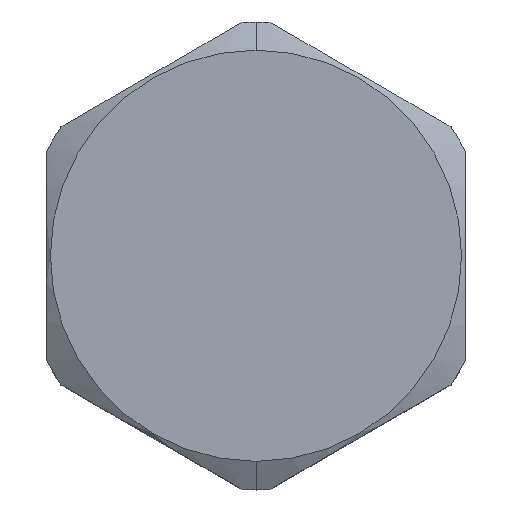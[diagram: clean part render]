
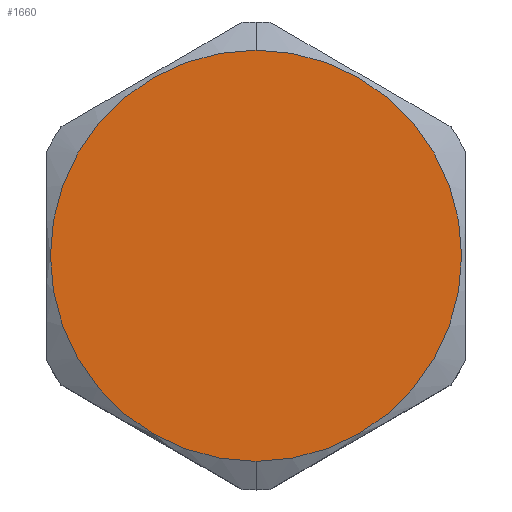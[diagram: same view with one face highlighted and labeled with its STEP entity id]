
A CAD part, top view. The second image highlights one B-rep face of the part: STEP entity #1660.
In plain terms, the highlighted planar face has unit normal (0, 0, 1).
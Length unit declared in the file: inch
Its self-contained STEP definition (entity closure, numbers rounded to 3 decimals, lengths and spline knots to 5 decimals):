
#371=CARTESIAN_POINT('',(0.,0.,2.121));
#372=DIRECTION('',(0.,0.,1.));
#373=DIRECTION('',(0.,-1.,0.));
#374=AXIS2_PLACEMENT_3D('',#371,#372,#373);
#376=CARTESIAN_POINT('',(0.,0.,2.121));
#377=DIRECTION('',(0.,0.,1.));
#378=DIRECTION('',(0.,1.,0.));
#379=AXIS2_PLACEMENT_3D('',#376,#377,#378);
#1063=CARTESIAN_POINT('',(0.,-0.43,2.121));
#1064=CARTESIAN_POINT('',(0.,0.43,2.121));
#1065=VERTEX_POINT('',#1063);
#1066=VERTEX_POINT('',#1064);
#1651=CARTESIAN_POINT('',(0.,0.,2.121));
#1652=DIRECTION('',(0.,0.,1.));
#1653=DIRECTION('',(0.,1.,0.));
#1654=AXIS2_PLACEMENT_3D('',#1651,#1652,#1653);
#1655=PLANE('',#1654);
#1656=ORIENTED_EDGE('',*,*,#1614,.F.);
#1657=ORIENTED_EDGE('',*,*,#1640,.F.);
#1658=EDGE_LOOP('',(#1656,#1657));
#1659=FACE_OUTER_BOUND('',#1658,.F.);
#1660=ADVANCED_FACE('',(#1659),#1655,.T.);
#375=CIRCLE('',#374,0.43);
#380=CIRCLE('',#379,0.43);
#1614=EDGE_CURVE('',#1065,#1066,#375,.T.);
#1640=EDGE_CURVE('',#1066,#1065,#380,.T.);
